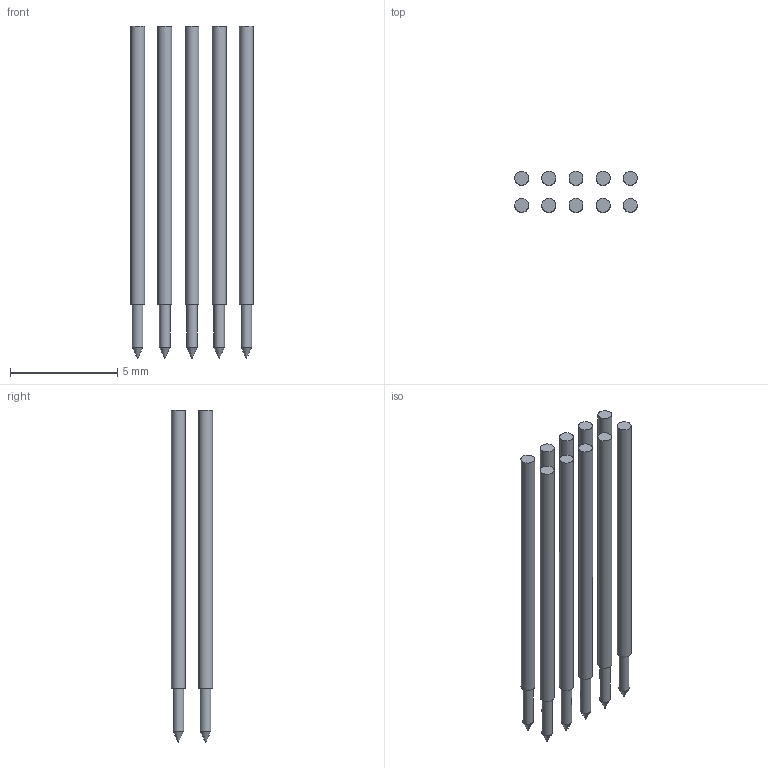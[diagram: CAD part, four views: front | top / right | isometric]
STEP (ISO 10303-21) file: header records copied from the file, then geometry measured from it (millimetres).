
FILE_DESCRIPTION(/* description */ (''),/* implementation_level */ '2;1');
FILE_NAME(/* name */ '0.65x16mm pogo pin 2x5 1.27p array.step',/* time_stamp */ '2019-01-31T22:19:34+00:00',/* author */ ('eric.n.tech'),/* organization */ (''),/* preprocessor_version */ 'ST-DEVELOPER v17.2',/* originating_system */ 'Autodesk Translation Framework v7.6.0.251',/* authorisation */ '');
FILE_SCHEMA (('AUTOMOTIVE_DESIGN { 1 0 10303 214 3 1 1 }'));
Length unit declared in the file: millimetre
Products named in the file (3): 0.65x16mm pogo pin 2x5 1.27p array; Component1; Component2
Assembly tree (20 placements, depth 2):
  0.65x16mm pogo pin 2x5 1.27p array
    Component1  x10
    Component2  x10
Bounding box: 5.73 x 1.92 x 15.5 mm (x, y, z)
Volume: 47.4 mm3; surface area: 310.1 mm2
Topology: 20 solids, 20 shells, 80 faces, 100 edges, 60 vertices
Faces by surface type: plane 40, cylinder 20, bspline 10, cone 10
Full cylindrical faces by diameter (mm): 0.5 x10, 0.65 x10
Entity records: 430 total; most frequent: DIRECTION 77, CARTESIAN_POINT 73, AXIS2_PLACEMENT_3D 37, PRODUCT_DEFINITION_SHAPE 23, ITEM_DEFINED_TRANSFORMATION 20, CONTEXT_DEPENDENT_SHAPE_REPRESENTATION 20, NEXT_ASSEMBLY_USAGE_OCCURRENCE 20, ORIENTED_EDGE 20
